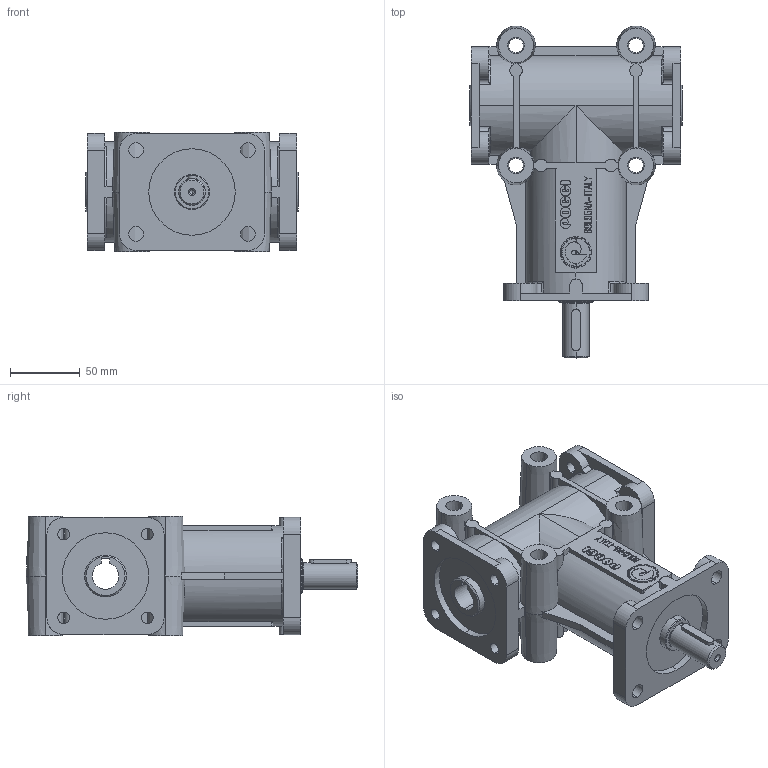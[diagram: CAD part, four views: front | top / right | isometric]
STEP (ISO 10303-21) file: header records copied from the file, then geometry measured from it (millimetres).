
FILE_DESCRIPTION(('STEP AP214'),'1');
FILE_NAME('182028111.stp','2017-01-12T13:01:41',('TraceParts'),('TraceParts S.A.'),'Spatial InterOp 3D',' ',' ');
FILE_SCHEMA(('automotive_design'));
Length unit declared in the file: millimetre
Products named in the file (1): 1
Bounding box: 152 x 238 x 86 mm (x, y, z)
Volume: 1253490.5 mm3; surface area: 152116.3 mm2
Topology: 1 solids, 1 shells, 1011 faces, 2814 edges, 1871 vertices
Faces by surface type: plane 445, extrusion 342, cylinder 162, cone 46, torus 16
Entity records: 59298 total; most frequent: CARTESIAN_POINT 26913, ORIENTED_EDGE 5624, DIRECTION 3846, EDGE_CURVE 2812, VERTEX_POINT 1871, VECTOR 1598, B_SPLINE_CURVE_WITH_KNOTS 1444, LINE 1256
